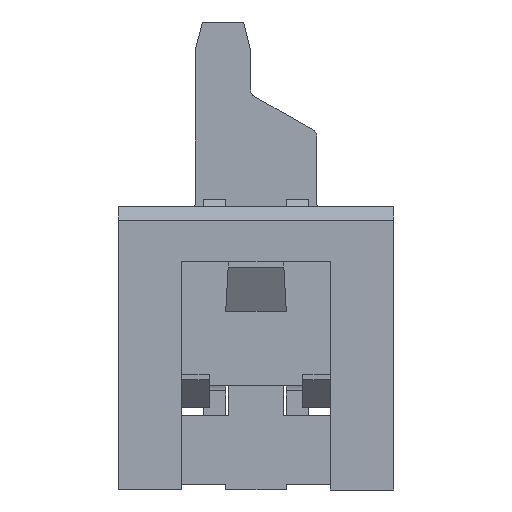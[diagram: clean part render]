
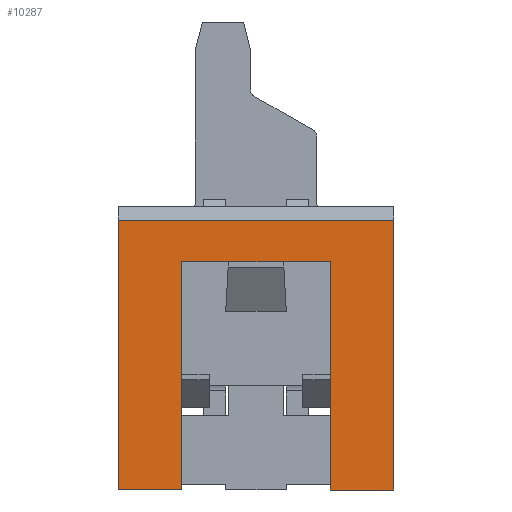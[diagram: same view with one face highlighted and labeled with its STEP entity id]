
A CAD part, left-side view. The second image highlights one B-rep face of the part: STEP entity #10287.
In plain terms, the highlighted planar face has unit normal (-1, 0, 0).
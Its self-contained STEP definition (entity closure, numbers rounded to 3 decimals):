
#2407=ORIENTED_EDGE('',*,*,#4515,.F.);
#2408=ORIENTED_EDGE('',*,*,#4516,.T.);
#2409=ORIENTED_EDGE('',*,*,#4119,.T.);
#2410=ORIENTED_EDGE('',*,*,#4517,.T.);
#2411=ORIENTED_EDGE('',*,*,#4518,.F.);
#2412=ORIENTED_EDGE('',*,*,#4519,.F.);
#2413=ORIENTED_EDGE('',*,*,#4520,.T.);
#2414=ORIENTED_EDGE('',*,*,#4521,.T.);
#4119=EDGE_CURVE('',#5355,#5356,#6607,.T.);
#4515=EDGE_CURVE('',#5668,#5669,#6963,.T.);
#4516=EDGE_CURVE('',#5668,#5355,#6964,.T.);
#4517=EDGE_CURVE('',#5356,#5670,#6965,.T.);
#4518=EDGE_CURVE('',#5671,#5670,#6966,.T.);
#4519=EDGE_CURVE('',#5672,#5671,#6967,.T.);
#4520=EDGE_CURVE('',#5672,#5673,#6968,.T.);
#4521=EDGE_CURVE('',#5673,#5669,#6969,.T.);
#5355=VERTEX_POINT('',#15332);
#5356=VERTEX_POINT('',#15333);
#5668=VERTEX_POINT('',#16090);
#5669=VERTEX_POINT('',#16091);
#5670=VERTEX_POINT('',#16094);
#5671=VERTEX_POINT('',#16096);
#5672=VERTEX_POINT('',#16098);
#5673=VERTEX_POINT('',#16100);
#6607=LINE('',#15331,#7985);
#6963=LINE('',#16089,#8341);
#6964=LINE('',#16092,#8342);
#6965=LINE('',#16093,#8343);
#6966=LINE('',#16095,#8344);
#6967=LINE('',#16097,#8345);
#6968=LINE('',#16099,#8346);
#6969=LINE('',#16101,#8347);
#7985=VECTOR('',#12462,1000.);
#8341=VECTOR('',#12996,1000.);
#8342=VECTOR('',#12997,1000.);
#8343=VECTOR('',#12998,1000.);
#8344=VECTOR('',#12999,1000.);
#8345=VECTOR('',#13000,1000.);
#8346=VECTOR('',#13001,1000.);
#8347=VECTOR('',#13002,1000.);
#8914=EDGE_LOOP('',(#2407,#2408,#2409,#2410,#2411,#2412,#2413,#2414));
#9420=FACE_BOUND('',#8914,.T.);
#9876=PLANE('',#10842);
#10287=ADVANCED_FACE('',(#9420),#9876,.F.);
#10842=AXIS2_PLACEMENT_3D('',#16088,#12994,#12995);
#12462=DIRECTION('',(0.,0.,-1.));
#12994=DIRECTION('',(1.,0.,0.));
#12995=DIRECTION('',(0.,0.,-1.));
#12996=DIRECTION('',(0.,0.,-1.));
#12997=DIRECTION('',(0.,1.,0.));
#12998=DIRECTION('',(0.,-1.,0.));
#12999=DIRECTION('',(0.,0.,-1.));
#13000=DIRECTION('',(0.,1.,0.));
#13001=DIRECTION('',(0.,0.,-1.));
#13002=DIRECTION('',(0.,-1.,0.));
#15331=CARTESIAN_POINT('',(-14.415,2.5,1.35));
#15332=CARTESIAN_POINT('',(-14.415,2.5,4.9));
#15333=CARTESIAN_POINT('',(-14.415,2.5,0.));
#16088=CARTESIAN_POINT('',(-14.415,2.5,1.35));
#16089=CARTESIAN_POINT('',(-14.415,-2.5,1.35));
#16090=CARTESIAN_POINT('',(-14.415,-2.5,4.9));
#16091=CARTESIAN_POINT('',(-14.415,-2.5,0.));
#16092=CARTESIAN_POINT('',(-14.415,2.5,4.9));
#16093=CARTESIAN_POINT('',(-14.415,2.5,0.));
#16094=CARTESIAN_POINT('',(-14.415,1.35,0.));
#16095=CARTESIAN_POINT('',(-14.415,1.35,0.1));
#16096=CARTESIAN_POINT('',(-14.415,1.35,4.15));
#16097=CARTESIAN_POINT('',(-14.415,-1.35,4.15));
#16098=CARTESIAN_POINT('',(-14.415,-1.35,4.15));
#16099=CARTESIAN_POINT('',(-14.415,-1.35,0.1));
#16100=CARTESIAN_POINT('',(-14.415,-1.35,0.));
#16101=CARTESIAN_POINT('',(-14.415,2.5,0.));
